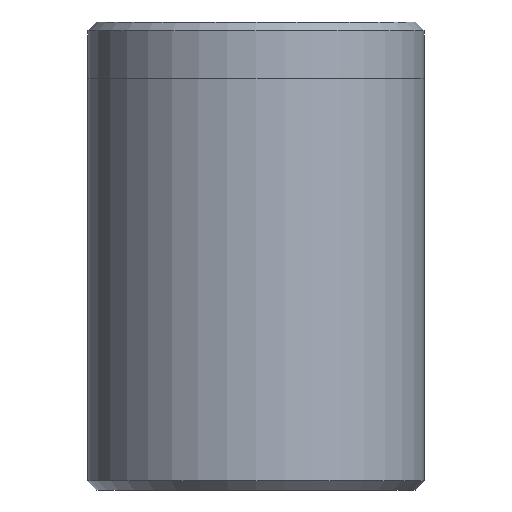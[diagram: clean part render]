
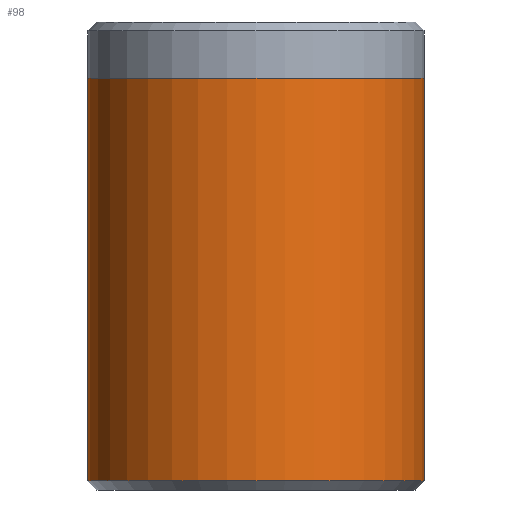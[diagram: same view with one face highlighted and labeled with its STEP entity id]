
A CAD part, front view. The second image highlights one B-rep face of the part: STEP entity #98.
In plain terms, the highlighted cylindrical face has radius 9 mm (diameter 18 mm), a partial arc.
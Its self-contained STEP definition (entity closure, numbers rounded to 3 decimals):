
#94 = VERTEX_POINT ( 'NONE', #2207 ) ;
#98 = ADVANCED_FACE ( 'NONE', ( #2739 ), #182, .T. ) ;
#135 = ORIENTED_EDGE ( 'NONE', *, *, #1000, .F. ) ;
#140 = ORIENTED_EDGE ( 'NONE', *, *, #1301, .F. ) ;
#182 = CYLINDRICAL_SURFACE ( 'NONE', #443, 9. ) ;
#392 = VERTEX_POINT ( 'NONE', #1444 ) ;
#420 = DIRECTION ( 'NONE',  ( 1., 0., 0. ) ) ;
#429 = DIRECTION ( 'NONE',  ( 0., 0., 1. ) ) ;
#439 = CARTESIAN_POINT ( 'NONE',  ( 0., 0., 22. ) ) ;
#443 = AXIS2_PLACEMENT_3D ( 'NONE', #2253, #2236, #2127 ) ;
#600 = CARTESIAN_POINT ( 'NONE',  ( -9., 0., 22. ) ) ;
#915 = VERTEX_POINT ( 'NONE', #2789 ) ;
#1000 = EDGE_CURVE ( 'NONE', #915, #392, #2601, .T. ) ;
#1025 = ORIENTED_EDGE ( 'NONE', *, *, #1786, .T. ) ;
#1029 = DIRECTION ( 'NONE',  ( 0., 0., 1. ) ) ;
#1301 = EDGE_CURVE ( 'NONE', #1330, #915, #2356, .T. ) ;
#1330 = VERTEX_POINT ( 'NONE', #600 ) ;
#1444 = CARTESIAN_POINT ( 'NONE',  ( 9., 0., 0.5 ) ) ;
#1520 = VECTOR ( 'NONE', #2229, 1000. ) ;
#1702 = ORIENTED_EDGE ( 'NONE', *, *, #2570, .T. ) ;
#1786 = EDGE_CURVE ( 'NONE', #94, #392, #2237, .T. ) ;
#1829 = EDGE_LOOP ( 'NONE', ( #135, #140, #1702, #1025 ) ) ;
#1858 = CARTESIAN_POINT ( 'NONE',  ( 9., 0., 25. ) ) ;
#1910 = LINE ( 'NONE', #2274, #2986 ) ;
#2090 = AXIS2_PLACEMENT_3D ( 'NONE', #2445, #1029, #2650 ) ;
#2127 = DIRECTION ( 'NONE',  ( -1., 0., 0. ) ) ;
#2148 = AXIS2_PLACEMENT_3D ( 'NONE', #439, #429, #420 ) ;
#2207 = CARTESIAN_POINT ( 'NONE',  ( -9., 0., 0.5 ) ) ;
#2229 = DIRECTION ( 'NONE',  ( 0., 0., -1. ) ) ;
#2236 = DIRECTION ( 'NONE',  ( 0., 0., -1. ) ) ;
#2237 = CIRCLE ( 'NONE', #2090, 9. ) ;
#2253 = CARTESIAN_POINT ( 'NONE',  ( 0., 0., 25. ) ) ;
#2274 = CARTESIAN_POINT ( 'NONE',  ( -9., 0., 25. ) ) ;
#2356 = CIRCLE ( 'NONE', #2148, 9. ) ;
#2445 = CARTESIAN_POINT ( 'NONE',  ( 0., 0., 0.5 ) ) ;
#2481 = DIRECTION ( 'NONE',  ( 0., 0., -1. ) ) ;
#2570 = EDGE_CURVE ( 'NONE', #1330, #94, #1910, .T. ) ;
#2601 = LINE ( 'NONE', #1858, #1520 ) ;
#2650 = DIRECTION ( 'NONE',  ( 1., 0., 0. ) ) ;
#2739 = FACE_OUTER_BOUND ( 'NONE', #1829, .T. ) ;
#2789 = CARTESIAN_POINT ( 'NONE',  ( 9., 0., 22. ) ) ;
#2986 = VECTOR ( 'NONE', #2481, 1000. ) ;
